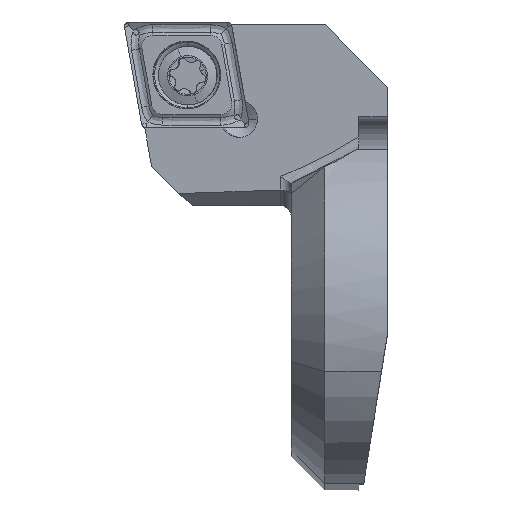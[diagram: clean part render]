
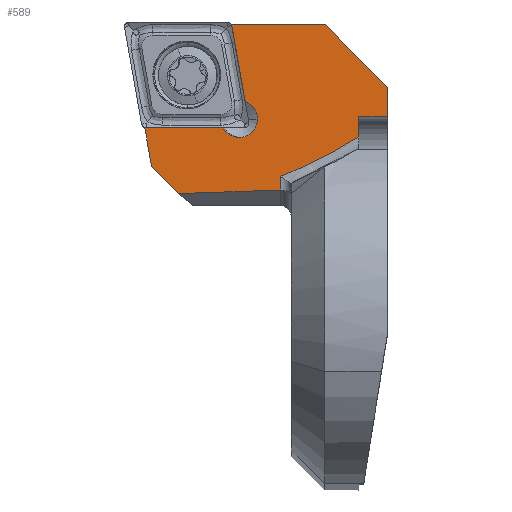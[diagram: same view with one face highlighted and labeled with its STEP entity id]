
A CAD part, top view. The second image highlights one B-rep face of the part: STEP entity #589.
In plain terms, the highlighted planar face has unit normal (-0.035, 0, 0.999).
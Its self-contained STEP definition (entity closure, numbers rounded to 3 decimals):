
#36 = VERTEX_POINT ( 'NONE', #1274 ) ;
#80 = DIRECTION ( 'NONE',  ( 0.035, 0., -0.999 ) ) ;
#102 = VECTOR ( 'NONE', #637, 1000. ) ;
#146 = CARTESIAN_POINT ( 'NONE',  ( -22.047, 49., -0.1 ) ) ;
#175 = ORIENTED_EDGE ( 'NONE', *, *, #3816, .F. ) ;
#191 = VECTOR ( 'NONE', #1602, 1000. ) ;
#330 = ORIENTED_EDGE ( 'NONE', *, *, #1185, .T. ) ;
#394 = VERTEX_POINT ( 'NONE', #2836 ) ;
#428 = DIRECTION ( 'NONE',  ( -0.999, 0., -0.035 ) ) ;
#497 = ORIENTED_EDGE ( 'NONE', *, *, #2937, .F. ) ;
#554 = EDGE_CURVE ( 'NONE', #394, #569, #2773, .T. ) ;
#569 = VERTEX_POINT ( 'NONE', #5126 ) ;
#589 = ADVANCED_FACE ( 'NONE', ( #1199 ), #5266, .F. ) ;
#593 = VECTOR ( 'NONE', #1563, 1000. ) ;
#613 = CARTESIAN_POINT ( 'NONE',  ( -13.18, 16.987, 0.21 ) ) ;
#637 = DIRECTION ( 'NONE',  ( 0.709, -0.704, 0.025 ) ) ;
#671 = CARTESIAN_POINT ( 'NONE',  ( -19.091, 12.979, 0.003 ) ) ;
#679 = VECTOR ( 'NONE', #4960, 1000. ) ;
#686 =( BOUNDED_CURVE ( )  B_SPLINE_CURVE ( 3, ( #1765, #1843, #1684, #1666 ),
 .UNSPECIFIED., .F., .F. ) 
 B_SPLINE_CURVE_WITH_KNOTS ( ( 4, 4 ),
 ( 4.724, 4.738 ),
 .UNSPECIFIED. ) 
 CURVE ( )  GEOMETRIC_REPRESENTATION_ITEM ( )  RATIONAL_B_SPLINE_CURVE ( ( 1., 1., 1., 1. ) ) 
 REPRESENTATION_ITEM ( '' )  );
#719 = VERTEX_POINT ( 'NONE', #5684 ) ;
#739 = DIRECTION ( 'NONE',  ( -0.999, 0., -0.035 ) ) ;
#744 = DIRECTION ( 'NONE',  ( 0.035, 0., -0.999 ) ) ;
#774 = CARTESIAN_POINT ( 'NONE',  ( -8.05, 11.389, 0.389 ) ) ;
#800 = LINE ( 'NONE', #4363, #4168 ) ;
#806 = VERTEX_POINT ( 'NONE', #774 ) ;
#887 = CARTESIAN_POINT ( 'NONE',  ( -11.731, 17.775, 0.26 ) ) ;
#928 = ORIENTED_EDGE ( 'NONE', *, *, #5628, .T. ) ;
#1074 = VERTEX_POINT ( 'NONE', #3995 ) ;
#1086 = ORIENTED_EDGE ( 'NONE', *, *, #3331, .T. ) ;
#1133 = DIRECTION ( 'NONE',  ( -0.999, -0.035, -0.035 ) ) ;
#1136 = AXIS2_PLACEMENT_3D ( 'NONE', #146, #80, #428 ) ;
#1144 = ORIENTED_EDGE ( 'NONE', *, *, #5207, .T. ) ;
#1184 = CARTESIAN_POINT ( 'NONE',  ( -4.81, 27.055, 0.502 ) ) ;
#1185 = EDGE_CURVE ( 'NONE', #36, #2708, #2019, .T. ) ;
#1199 = FACE_OUTER_BOUND ( 'NONE', #4835, .T. ) ;
#1228 = ORIENTED_EDGE ( 'NONE', *, *, #554, .T. ) ;
#1269 = CARTESIAN_POINT ( 'NONE',  ( 1.6, 18., 0.726 ) ) ;
#1274 = CARTESIAN_POINT ( 'NONE',  ( -8.015, 11.389, 0.39 ) ) ;
#1369 = VECTOR ( 'NONE', #1133, 1000. ) ;
#1370 = CARTESIAN_POINT ( 'NONE',  ( -22.078, 10.899, -0.101 ) ) ;
#1444 = LINE ( 'NONE', #1184, #4735 ) ;
#1476 = CARTESIAN_POINT ( 'NONE',  ( -22.047, 16.987, -0.1 ) ) ;
#1540 = CARTESIAN_POINT ( 'NONE',  ( -9.938, 12.136, 0.323 ) ) ;
#1563 = DIRECTION ( 'NONE',  ( -0.999, 0., -0.035 ) ) ;
#1579 = CARTESIAN_POINT ( 'NONE',  ( -0.959, 18., 0.636 ) ) ;
#1602 = DIRECTION ( 'NONE',  ( 0.174, -0.985, 0.006 ) ) ;
#1666 = CARTESIAN_POINT ( 'NONE',  ( -4.008, 26.243, 0.53 ) ) ;
#1674 = DIRECTION ( 'NONE',  ( -0.999, 0., -0.035 ) ) ;
#1681 = VERTEX_POINT ( 'NONE', #2213 ) ;
#1684 = CARTESIAN_POINT ( 'NONE',  ( -6.813, 26.246, 0.432 ) ) ;
#1740 = VERTEX_POINT ( 'NONE', #2061 ) ;
#1765 = CARTESIAN_POINT ( 'NONE',  ( -12.425, 26.249, 0.236 ) ) ;
#1776 = VECTOR ( 'NONE', #2033, 1000. ) ;
#1791 = AXIS2_PLACEMENT_3D ( 'NONE', #887, #744, #739 ) ;
#1843 = CARTESIAN_POINT ( 'NONE',  ( -9.619, 26.248, 0.334 ) ) ;
#1868 = EDGE_CURVE ( 'NONE', #4083, #5503, #2600, .T. ) ;
#1890 = CARTESIAN_POINT ( 'NONE',  ( 1.6, 5.3, 0.726 ) ) ;
#1948 = CARTESIAN_POINT ( 'NONE',  ( -8.038, 11.389, 0.389 ) ) ;
#1955 = DIRECTION ( 'NONE',  ( -0.703, 0.711, -0.025 ) ) ;
#1987 = DIRECTION ( 'NONE',  ( -0.999, 0., -0.035 ) ) ;
#2005 = DIRECTION ( 'NONE',  ( 0.035, 0., -0.999 ) ) ;
#2014 = CARTESIAN_POINT ( 'NONE',  ( -11.731, 17.775, 0.26 ) ) ;
#2019 = LINE ( 'NONE', #5196, #679 ) ;
#2033 = DIRECTION ( 'NONE',  ( 0., -1., 0. ) ) ;
#2061 = CARTESIAN_POINT ( 'NONE',  ( -20.23, 16.987, -0.037 ) ) ;
#2108 = ORIENTED_EDGE ( 'NONE', *, *, #1868, .T. ) ;
#2155 = VERTEX_POINT ( 'NONE', #613 ) ;
#2213 = CARTESIAN_POINT ( 'NONE',  ( -4.008, 26.243, 0.53 ) ) ;
#2325 = ORIENTED_EDGE ( 'NONE', *, *, #4632, .T. ) ;
#2415 = CARTESIAN_POINT ( 'NONE',  ( -8.027, 11.389, 0.39 ) ) ;
#2523 = LINE ( 'NONE', #671, #102 ) ;
#2600 = LINE ( 'NONE', #1540, #191 ) ;
#2612 = VECTOR ( 'NONE', #1674, 1000. ) ;
#2708 = VERTEX_POINT ( 'NONE', #3011 ) ;
#2755 = EDGE_CURVE ( 'NONE', #4083, #1681, #686, .T. ) ;
#2773 = LINE ( 'NONE', #4883, #4759 ) ;
#2792 = VERTEX_POINT ( 'NONE', #1269 ) ;
#2836 = CARTESIAN_POINT ( 'NONE',  ( -1., 16.175, 0.635 ) ) ;
#2937 = EDGE_CURVE ( 'NONE', #36, #806, #4040, .T. ) ;
#3011 = CARTESIAN_POINT ( 'NONE',  ( -8.015, 12.615, 0.39 ) ) ;
#3053 = VERTEX_POINT ( 'NONE', #4901 ) ;
#3122 = ORIENTED_EDGE ( 'NONE', *, *, #5301, .T. ) ;
#3263 = CARTESIAN_POINT ( 'NONE',  ( -8.015, 11.389, 0.39 ) ) ;
#3331 = EDGE_CURVE ( 'NONE', #3053, #1681, #1444, .T. ) ;
#3404 = ORIENTED_EDGE ( 'NONE', *, *, #4476, .F. ) ;
#3409 = EDGE_CURVE ( 'NONE', #394, #2708, #4603, .T. ) ;
#3493 = LINE ( 'NONE', #1476, #2612 ) ;
#3535 = ORIENTED_EDGE ( 'NONE', *, *, #3409, .F. ) ;
#3751 = CARTESIAN_POINT ( 'NONE',  ( -11.208, 19.34, 0.279 ) ) ;
#3816 = EDGE_CURVE ( 'NONE', #806, #719, #4941, .T. ) ;
#3995 = CARTESIAN_POINT ( 'NONE',  ( -19.616, 13.5, -0.015 ) ) ;
#4040 =( BOUNDED_CURVE ( )  B_SPLINE_CURVE ( 3, ( #3263, #2415, #1948, #4920 ),
 .UNSPECIFIED., .F., .T. ) 
 B_SPLINE_CURVE_WITH_KNOTS ( ( 4, 4 ),
 ( 3.156, 3.191 ),
 .UNSPECIFIED. ) 
 CURVE ( )  GEOMETRIC_REPRESENTATION_ITEM ( )  RATIONAL_B_SPLINE_CURVE ( ( 1., 1., 1., 1. ) ) 
 REPRESENTATION_ITEM ( '' )  );
#4083 = VERTEX_POINT ( 'NONE', #5535 ) ;
#4168 = VECTOR ( 'NONE', #4537, 1000. ) ;
#4231 = CIRCLE ( 'NONE', #4707, 1.65 ) ;
#4272 = ORIENTED_EDGE ( 'NONE', *, *, #4609, .T. ) ;
#4363 = CARTESIAN_POINT ( 'NONE',  ( -19.091, 10.522, 0.003 ) ) ;
#4408 = ORIENTED_EDGE ( 'NONE', *, *, #2755, .F. ) ;
#4476 = EDGE_CURVE ( 'NONE', #3053, #2792, #5347, .T. ) ;
#4537 = DIRECTION ( 'NONE',  ( 0.174, -0.985, 0.006 ) ) ;
#4603 = CIRCLE ( 'NONE', #1136, 39. ) ;
#4609 = EDGE_CURVE ( 'NONE', #4811, #2155, #4787, .T. ) ;
#4632 = EDGE_CURVE ( 'NONE', #1074, #719, #2523, .T. ) ;
#4707 = AXIS2_PLACEMENT_3D ( 'NONE', #2014, #2005, #1987 ) ;
#4735 = VECTOR ( 'NONE', #1955, 1000. ) ;
#4759 = VECTOR ( 'NONE', #4884, 1000. ) ;
#4787 = CIRCLE ( 'NONE', #1791, 1.65 ) ;
#4811 = VERTEX_POINT ( 'NONE', #5749 ) ;
#4835 = EDGE_LOOP ( 'NONE', ( #1144, #2325, #175, #497, #330, #3535, #1228, #5716, #3404, #1086, #4408, #2108, #928, #4272, #3122 ) ) ;
#4883 = CARTESIAN_POINT ( 'NONE',  ( -1., 14.8, 0.635 ) ) ;
#4884 = DIRECTION ( 'NONE',  ( 0., 1., 0. ) ) ;
#4901 = CARTESIAN_POINT ( 'NONE',  ( 1.6, 20.569, 0.726 ) ) ;
#4903 = AXIS2_PLACEMENT_3D ( 'NONE', #5240, #5299, #5305 ) ;
#4920 = CARTESIAN_POINT ( 'NONE',  ( -8.05, 11.389, 0.389 ) ) ;
#4941 = LINE ( 'NONE', #1370, #1369 ) ;
#4945 = LINE ( 'NONE', #1579, #593 ) ;
#4960 = DIRECTION ( 'NONE',  ( 0., 1., 0. ) ) ;
#5126 = CARTESIAN_POINT ( 'NONE',  ( -1., 18., 0.635 ) ) ;
#5196 = CARTESIAN_POINT ( 'NONE',  ( -8.015, -15.65, 0.39 ) ) ;
#5207 = EDGE_CURVE ( 'NONE', #1740, #1074, #800, .T. ) ;
#5240 = CARTESIAN_POINT ( 'NONE',  ( -22.047, 10., -0.1 ) ) ;
#5266 = PLANE ( 'NONE',  #4903 ) ;
#5299 = DIRECTION ( 'NONE',  ( 0.035, 0., -0.999 ) ) ;
#5301 = EDGE_CURVE ( 'NONE', #2155, #1740, #3493, .T. ) ;
#5305 = DIRECTION ( 'NONE',  ( -0.999, 0., -0.035 ) ) ;
#5347 = LINE ( 'NONE', #1890, #1776 ) ;
#5503 = VERTEX_POINT ( 'NONE', #3751 ) ;
#5535 = CARTESIAN_POINT ( 'NONE',  ( -12.425, 26.249, 0.236 ) ) ;
#5628 = EDGE_CURVE ( 'NONE', #5503, #4811, #4231, .T. ) ;
#5659 = EDGE_CURVE ( 'NONE', #2792, #569, #4945, .T. ) ;
#5684 = CARTESIAN_POINT ( 'NONE',  ( -17.169, 11.07, 0.07 ) ) ;
#5716 = ORIENTED_EDGE ( 'NONE', *, *, #5659, .F. ) ;
#5749 = CARTESIAN_POINT ( 'NONE',  ( -10.082, 17.775, 0.318 ) ) ;
